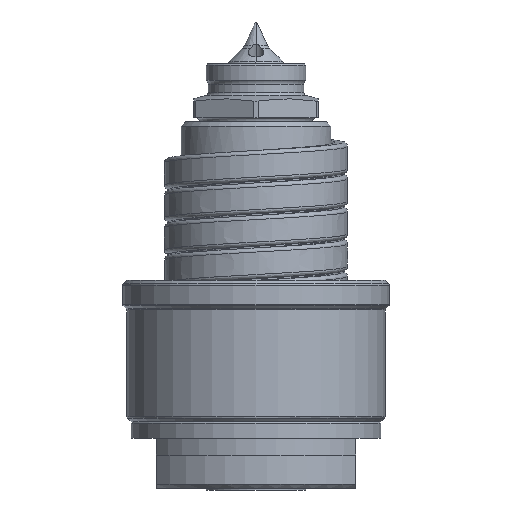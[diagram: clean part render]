
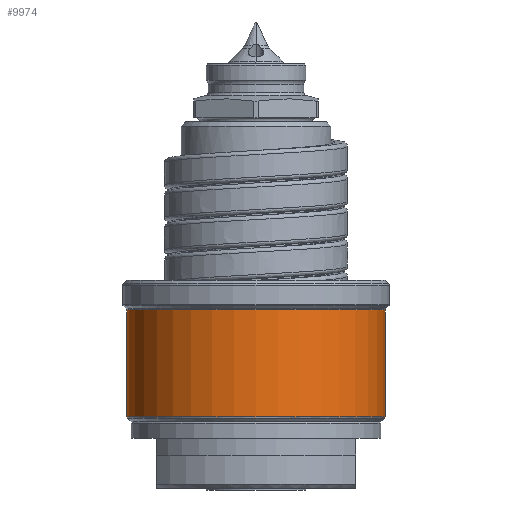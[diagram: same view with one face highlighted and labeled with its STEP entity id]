
A CAD part, front view. The second image highlights one B-rep face of the part: STEP entity #9974.
In plain terms, the highlighted cylindrical face has radius 15.5 mm (diameter 31 mm), a partial arc.
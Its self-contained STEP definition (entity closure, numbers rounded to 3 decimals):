
#2704=CARTESIAN_POINT('',(0.,0.,8.583));
#2705=DIRECTION('',(0.,0.,1.));
#2706=DIRECTION('',(-1.,0.,0.));
#2707=AXIS2_PLACEMENT_3D('',#2704,#2705,#2706);
#2709=DIRECTION('',(0.,0.,-1.));
#2710=VECTOR('',#2709,12.835);
#2711=CARTESIAN_POINT('',(-15.5,0.,21.417));
#2712=LINE('',#2711,#2710);
#2713=CARTESIAN_POINT('',(0.,0.,21.417));
#2714=DIRECTION('',(0.,0.,1.));
#2715=DIRECTION('',(-1.,0.,0.));
#2716=AXIS2_PLACEMENT_3D('',#2713,#2714,#2715);
#2718=DIRECTION('',(0.,0.,-1.));
#2719=VECTOR('',#2718,12.835);
#2720=CARTESIAN_POINT('',(15.5,0.,21.417));
#2721=LINE('',#2720,#2719);
#5794=CARTESIAN_POINT('',(15.5,0.,21.417));
#5795=CARTESIAN_POINT('',(-15.5,0.,21.417));
#5796=VERTEX_POINT('',#5794);
#5797=VERTEX_POINT('',#5795);
#5820=CARTESIAN_POINT('',(15.5,0.,8.583));
#5821=VERTEX_POINT('',#5820);
#5822=CARTESIAN_POINT('',(-15.5,0.,8.583));
#5823=VERTEX_POINT('',#5822);
#9962=CARTESIAN_POINT('',(0.,0.,7.15));
#9963=DIRECTION('',(0.,0.,1.));
#9964=DIRECTION('',(-1.,0.,0.));
#9965=AXIS2_PLACEMENT_3D('',#9962,#9963,#9964);
#9966=CYLINDRICAL_SURFACE('',#9965,15.5);
#9967=ORIENTED_EDGE('',*,*,#9934,.F.);
#9968=ORIENTED_EDGE('',*,*,#9952,.F.);
#9970=ORIENTED_EDGE('',*,*,#9969,.T.);
#9971=ORIENTED_EDGE('',*,*,#9948,.T.);
#9972=EDGE_LOOP('',(#9967,#9968,#9970,#9971));
#9973=FACE_OUTER_BOUND('',#9972,.F.);
#2708=CIRCLE('',#2707,15.5);
#2717=CIRCLE('',#2716,15.5);
#9934=EDGE_CURVE('',#5823,#5821,#2708,.T.);
#9948=EDGE_CURVE('',#5796,#5821,#2721,.T.);
#9952=EDGE_CURVE('',#5797,#5823,#2712,.T.);
#9969=EDGE_CURVE('',#5797,#5796,#2717,.T.);
#9974=ADVANCED_FACE('',(#9973),#9966,.T.);
